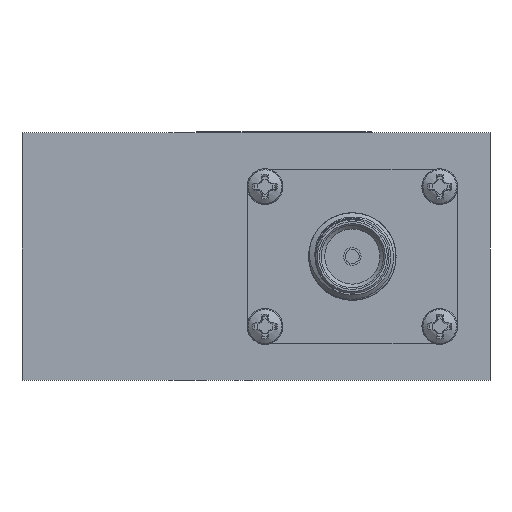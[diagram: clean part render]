
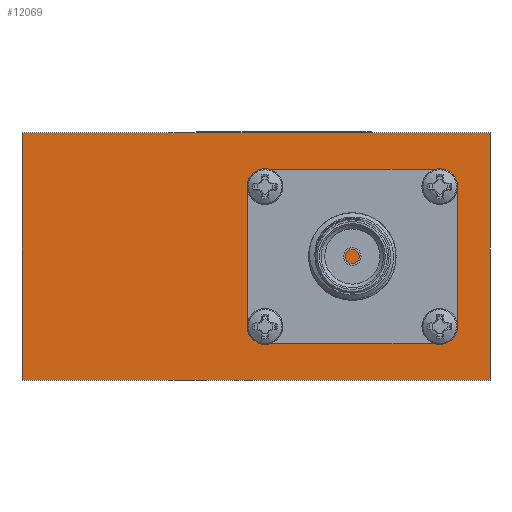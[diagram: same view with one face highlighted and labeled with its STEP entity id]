
A CAD part, left-side view. The second image highlights one B-rep face of the part: STEP entity #12069.
In plain terms, the highlighted planar face has unit normal (-1, 0, 0).
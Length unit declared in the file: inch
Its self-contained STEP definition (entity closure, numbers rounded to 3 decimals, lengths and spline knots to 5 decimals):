
#144 = VERTEX_POINT ( 'NONE', #11858 ) ;
#601 = VERTEX_POINT ( 'NONE', #8032 ) ;
#710 = PLANE ( 'NONE',  #2433 ) ;
#849 = LINE ( 'NONE', #1857, #4105 ) ;
#916 = LINE ( 'NONE', #6559, #11931 ) ;
#1737 = DIRECTION ( 'NONE',  ( 0., -1., 0. ) ) ;
#1857 = CARTESIAN_POINT ( 'NONE',  ( -0.62992, -0.66929, 0.35433 ) ) ;
#2433 = AXIS2_PLACEMENT_3D ( 'NONE', #7681, #6541, #10410 ) ;
#2515 = ORIENTED_EDGE ( 'NONE', *, *, #4150, .F. ) ;
#2524 = CARTESIAN_POINT ( 'NONE',  ( -0.62992, -0.66929, -0.35433 ) ) ;
#2681 = CARTESIAN_POINT ( 'NONE',  ( -0.62992, -0.66929, -0.35433 ) ) ;
#2719 = FACE_OUTER_BOUND ( 'NONE', #8170, .T. ) ;
#2734 = EDGE_CURVE ( 'NONE', #4339, #601, #4447, .T. ) ;
#2799 = DIRECTION ( 'NONE',  ( 0., -1., 0. ) ) ;
#3473 = ORIENTED_EDGE ( 'NONE', *, *, #2734, .T. ) ;
#3492 = LINE ( 'NONE', #2681, #5867 ) ;
#4105 = VECTOR ( 'NONE', #5676, 39.37008 ) ;
#4150 = EDGE_CURVE ( 'NONE', #4339, #144, #916, .T. ) ;
#4339 = VERTEX_POINT ( 'NONE', #5042 ) ;
#4447 = LINE ( 'NONE', #11165, #7774 ) ;
#5042 = CARTESIAN_POINT ( 'NONE',  ( -0.62992, 0.66929, 0.35433 ) ) ;
#5282 = EDGE_CURVE ( 'NONE', #601, #9628, #3492, .T. ) ;
#5676 = DIRECTION ( 'NONE',  ( 0., 0., -1. ) ) ;
#5776 = ORIENTED_EDGE ( 'NONE', *, *, #11019, .F. ) ;
#5867 = VECTOR ( 'NONE', #2799, 39.37008 ) ;
#6541 = DIRECTION ( 'NONE',  ( 1., 0., 0. ) ) ;
#6559 = CARTESIAN_POINT ( 'NONE',  ( -0.62992, -0.66929, 0.35433 ) ) ;
#6603 = ORIENTED_EDGE ( 'NONE', *, *, #5282, .T. ) ;
#7681 = CARTESIAN_POINT ( 'NONE',  ( -0.62992, -0.66929, 0.35433 ) ) ;
#7774 = VECTOR ( 'NONE', #11098, 39.37008 ) ;
#8032 = CARTESIAN_POINT ( 'NONE',  ( -0.62992, 0.66929, -0.35433 ) ) ;
#8170 = EDGE_LOOP ( 'NONE', ( #6603, #5776, #2515, #3473 ) ) ;
#9628 = VERTEX_POINT ( 'NONE', #2524 ) ;
#10410 = DIRECTION ( 'NONE',  ( 0., 1., 0. ) ) ;
#11019 = EDGE_CURVE ( 'NONE', #144, #9628, #849, .T. ) ;
#11098 = DIRECTION ( 'NONE',  ( 0., 0., -1. ) ) ;
#11165 = CARTESIAN_POINT ( 'NONE',  ( -0.62992, 0.66929, 0.35433 ) ) ;
#11858 = CARTESIAN_POINT ( 'NONE',  ( -0.62992, -0.66929, 0.35433 ) ) ;
#11931 = VECTOR ( 'NONE', #1737, 39.37008 ) ;
#12069 = ADVANCED_FACE ( 'NONE', ( #2719 ), #710, .F. ) ;
